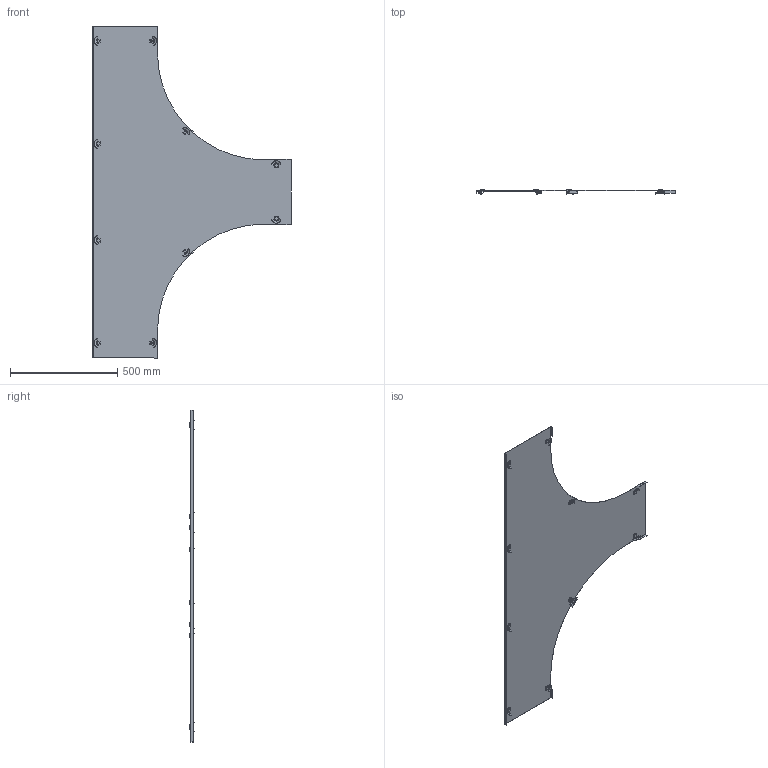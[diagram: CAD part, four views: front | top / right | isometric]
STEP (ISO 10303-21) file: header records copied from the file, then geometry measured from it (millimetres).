
FILE_DESCRIPTION (( 'STEP AP214' ), '1' );
FILE_NAME ('6239863.stp', '2021-01-04T08:52:17', ( '' ), ( '' ), 'SwSTEP 2.0', 'SolidWorks 2020', '' );
FILE_SCHEMA (( 'AUTOMOTIVE_DESIGN' ));
Length unit declared in the file: millimetre
Products named in the file (14): 120072_Standard; 164812_Standard; 109905_quadratisch; 6239863; 099600_Standard
Assembly tree (31 placements, depth 3):
  6239863
    164812_Standard
    120072_Standard
      099600_Standard
      109905_quadratisch
    120072_Standard
      099600_Standard
      109905_quadratisch
    120072_Standard
      099600_Standard
      109905_quadratisch
    120072_Standard
      099600_Standard
      109905_quadratisch
    120072_Standard
      099600_Standard
      109905_quadratisch
    120072_Standard
      099600_Standard
      109905_quadratisch
    120072_Standard
      099600_Standard
      109905_quadratisch
    120072_Standard
      099600_Standard
      109905_quadratisch
    120072_Standard
      099600_Standard
      109905_quadratisch
    120072_Standard
      099600_Standard
      109905_quadratisch
Bounding box: 927.5 x 21.36 x 1550 mm (x, y, z)
Volume: 1203175 mm3; surface area: 1602698.3 mm2
Topology: 21 solids, 21 shells, 1066 faces, 2706 edges, 1702 vertices
Faces by surface type: plane 398, bspline 340, cylinder 158, cone 130, torus 40
Entity records: 8055 total; most frequent: CARTESIAN_POINT 3215, ORIENTED_EDGE 944, DIRECTION 895, EDGE_CURVE 472, AXIS2_PLACEMENT_3D 334, VERTEX_POINT 289, LINE 227, VECTOR 227
